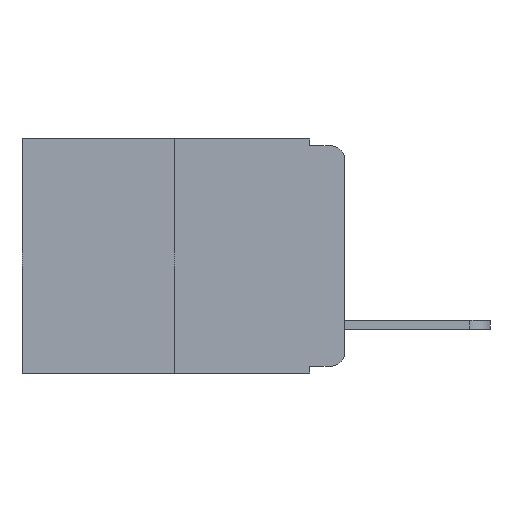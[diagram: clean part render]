
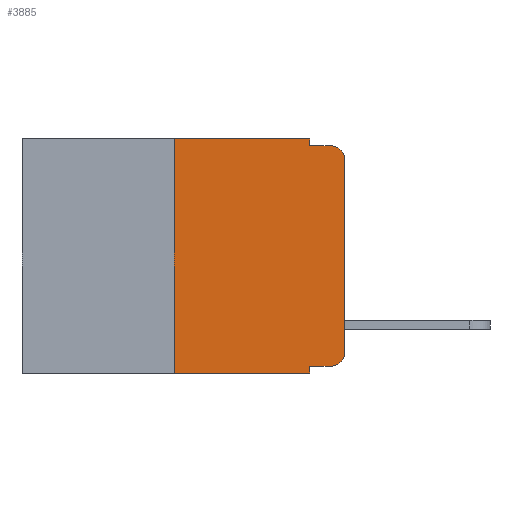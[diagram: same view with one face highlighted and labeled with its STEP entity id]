
A CAD part, left-side view. The second image highlights one B-rep face of the part: STEP entity #3885.
In plain terms, the highlighted planar face has unit normal (-1, 0, 0).
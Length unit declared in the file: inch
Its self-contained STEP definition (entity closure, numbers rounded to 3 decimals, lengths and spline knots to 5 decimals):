
#44 = ORIENTED_EDGE ( 'NONE', *, *, #10899, .F. ) ;
#347 = ORIENTED_EDGE ( 'NONE', *, *, #12076, .T. ) ;
#365 = CIRCLE ( 'NONE', #11577, 0.02 ) ;
#566 = CARTESIAN_POINT ( 'NONE',  ( 0., 0.25, 0. ) ) ;
#746 = VERTEX_POINT ( 'NONE', #10999 ) ;
#761 = CARTESIAN_POINT ( 'NONE',  ( 0., 0., 0. ) ) ;
#797 = LINE ( 'NONE', #1276, #8183 ) ;
#845 = PLANE ( 'NONE',  #2650 ) ;
#978 = LINE ( 'NONE', #761, #8356 ) ;
#1276 = CARTESIAN_POINT ( 'NONE',  ( 0., 0.473, 0. ) ) ;
#1313 = VERTEX_POINT ( 'NONE', #6444 ) ;
#1614 = VECTOR ( 'NONE', #10057, 39.37008 ) ;
#1691 = CARTESIAN_POINT ( 'NONE',  ( 0., 0.051, -0.333 ) ) ;
#1741 = ORIENTED_EDGE ( 'NONE', *, *, #11187, .F. ) ;
#1908 = VECTOR ( 'NONE', #10884, 39.37008 ) ;
#1919 = LINE ( 'NONE', #10103, #1614 ) ;
#2051 = CIRCLE ( 'NONE', #5311, 0.02 ) ;
#2449 = DIRECTION ( 'NONE',  ( 0., 0., -1. ) ) ;
#2465 = DIRECTION ( 'NONE',  ( -1., 0., 0. ) ) ;
#2479 = ORIENTED_EDGE ( 'NONE', *, *, #11647, .T. ) ;
#2511 = CARTESIAN_POINT ( 'NONE',  ( 0., 0.02, -0.03 ) ) ;
#2575 = DIRECTION ( 'NONE',  ( 0., 0., 1. ) ) ;
#2650 = AXIS2_PLACEMENT_3D ( 'NONE', #9516, #7309, #10180 ) ;
#2723 = EDGE_LOOP ( 'NONE', ( #2873, #4556, #6345, #7980, #8570, #44, #347, #1741, #2479, #2797 ) ) ;
#2797 = ORIENTED_EDGE ( 'NONE', *, *, #11770, .T. ) ;
#2873 = ORIENTED_EDGE ( 'NONE', *, *, #9128, .T. ) ;
#2913 = VERTEX_POINT ( 'NONE', #6612 ) ;
#3453 = CARTESIAN_POINT ( 'NONE',  ( 0., 0., -0.313 ) ) ;
#3882 = VECTOR ( 'NONE', #10534, 39.37008 ) ;
#3885 = ADVANCED_FACE ( 'NONE', ( #10559 ), #845, .F. ) ;
#4134 = VERTEX_POINT ( 'NONE', #7668 ) ;
#4207 = EDGE_CURVE ( 'NONE', #5113, #2913, #797, .T. ) ;
#4556 = ORIENTED_EDGE ( 'NONE', *, *, #9304, .T. ) ;
#5113 = VERTEX_POINT ( 'NONE', #566 ) ;
#5311 = AXIS2_PLACEMENT_3D ( 'NONE', #2511, #2465, #2449 ) ;
#5448 = VECTOR ( 'NONE', #7251, 39.37008 ) ;
#6218 = DIRECTION ( 'NONE',  ( 0., 0., -1. ) ) ;
#6277 = CARTESIAN_POINT ( 'NONE',  ( 0., 0.051, 0. ) ) ;
#6304 = VECTOR ( 'NONE', #6218, 39.37008 ) ;
#6345 = ORIENTED_EDGE ( 'NONE', *, *, #10188, .F. ) ;
#6444 = CARTESIAN_POINT ( 'NONE',  ( 0., 0., -0.03 ) ) ;
#6612 = CARTESIAN_POINT ( 'NONE',  ( 0., 0.051, 0. ) ) ;
#6746 = CARTESIAN_POINT ( 'NONE',  ( 0., 0.051, 0. ) ) ;
#6901 = DIRECTION ( 'NONE',  ( 0., 0., -1. ) ) ;
#7059 = LINE ( 'NONE', #10984, #1908 ) ;
#7251 = DIRECTION ( 'NONE',  ( 0., -1., 0. ) ) ;
#7299 = CARTESIAN_POINT ( 'NONE',  ( 0., 0.02, -0.01 ) ) ;
#7309 = DIRECTION ( 'NONE',  ( 1., 0., 0. ) ) ;
#7401 = VERTEX_POINT ( 'NONE', #7299 ) ;
#7668 = CARTESIAN_POINT ( 'NONE',  ( 0., 0.02, -0.333 ) ) ;
#7768 = CARTESIAN_POINT ( 'NONE',  ( 0., 0.051, -0.01 ) ) ;
#7945 = DIRECTION ( 'NONE',  ( 0., -1., 0. ) ) ;
#7980 = ORIENTED_EDGE ( 'NONE', *, *, #10702, .F. ) ;
#8109 = DIRECTION ( 'NONE',  ( 0., 0., -1. ) ) ;
#8171 = VERTEX_POINT ( 'NONE', #1691 ) ;
#8180 = DIRECTION ( 'NONE',  ( -1., 0., 0. ) ) ;
#8183 = VECTOR ( 'NONE', #7945, 39.37008 ) ;
#8204 = CARTESIAN_POINT ( 'NONE',  ( 0., 0.02, -0.313 ) ) ;
#8356 = VECTOR ( 'NONE', #2575, 39.37008 ) ;
#8533 = LINE ( 'NONE', #12101, #5448 ) ;
#8570 = ORIENTED_EDGE ( 'NONE', *, *, #4207, .F. ) ;
#8624 = VERTEX_POINT ( 'NONE', #3453 ) ;
#8842 = LINE ( 'NONE', #6746, #11011 ) ;
#8980 = LINE ( 'NONE', #10588, #3882 ) ;
#9128 = EDGE_CURVE ( 'NONE', #8624, #1313, #978, .T. ) ;
#9134 = LINE ( 'NONE', #6277, #6304 ) ;
#9304 = EDGE_CURVE ( 'NONE', #1313, #7401, #2051, .T. ) ;
#9516 = CARTESIAN_POINT ( 'NONE',  ( 0., 0.473, 0. ) ) ;
#10056 = VERTEX_POINT ( 'NONE', #7768 ) ;
#10057 = DIRECTION ( 'NONE',  ( 0., 0., 1. ) ) ;
#10103 = CARTESIAN_POINT ( 'NONE',  ( 0., 0.25, 0. ) ) ;
#10180 = DIRECTION ( 'NONE',  ( 0., 0., -1. ) ) ;
#10188 = EDGE_CURVE ( 'NONE', #10056, #7401, #8533, .T. ) ;
#10366 = CARTESIAN_POINT ( 'NONE',  ( 0., 0.051, -0.343 ) ) ;
#10534 = DIRECTION ( 'NONE',  ( 0., -1., 0. ) ) ;
#10559 = FACE_OUTER_BOUND ( 'NONE', #2723, .T. ) ;
#10588 = CARTESIAN_POINT ( 'NONE',  ( 0., 0.051, -0.333 ) ) ;
#10702 = EDGE_CURVE ( 'NONE', #2913, #10056, #8842, .T. ) ;
#10884 = DIRECTION ( 'NONE',  ( 0., -1., 0. ) ) ;
#10899 = EDGE_CURVE ( 'NONE', #746, #5113, #1919, .T. ) ;
#10984 = CARTESIAN_POINT ( 'NONE',  ( 0., 0.473, -0.343 ) ) ;
#10999 = CARTESIAN_POINT ( 'NONE',  ( 0., 0.25, -0.343 ) ) ;
#11011 = VECTOR ( 'NONE', #6901, 39.37008 ) ;
#11187 = EDGE_CURVE ( 'NONE', #8171, #11658, #9134, .T. ) ;
#11577 = AXIS2_PLACEMENT_3D ( 'NONE', #8204, #8180, #8109 ) ;
#11647 = EDGE_CURVE ( 'NONE', #8171, #4134, #8980, .T. ) ;
#11658 = VERTEX_POINT ( 'NONE', #10366 ) ;
#11770 = EDGE_CURVE ( 'NONE', #4134, #8624, #365, .T. ) ;
#12076 = EDGE_CURVE ( 'NONE', #746, #11658, #7059, .T. ) ;
#12101 = CARTESIAN_POINT ( 'NONE',  ( 0., 0.051, -0.01 ) ) ;
